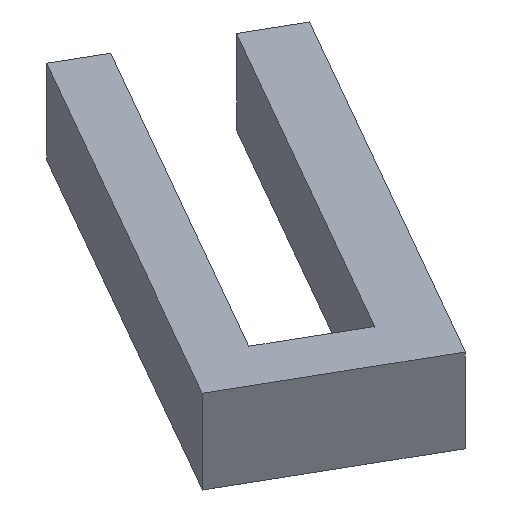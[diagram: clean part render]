
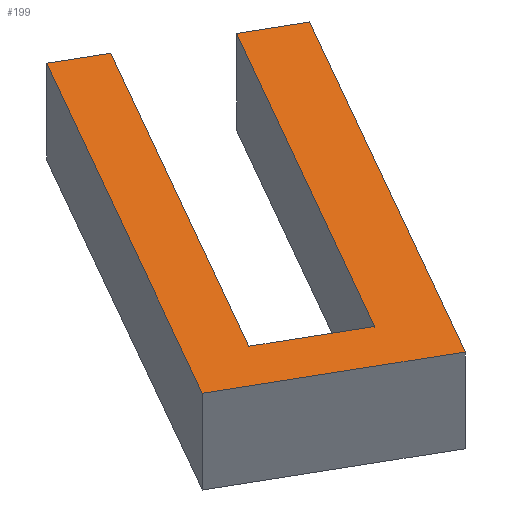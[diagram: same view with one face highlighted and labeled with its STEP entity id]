
A CAD part, isometric view. The second image highlights one B-rep face of the part: STEP entity #199.
In plain terms, the highlighted planar face has unit normal (0, 0, 1).
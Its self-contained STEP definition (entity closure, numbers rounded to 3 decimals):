
#22=FACE_OUTER_BOUND('',#32,.T.);
#32=EDGE_LOOP('',(#154,#155,#156,#157,#158,#159,#160,#161));
#36=LINE('',#288,#60);
#40=LINE('',#295,#64);
#43=LINE('',#301,#67);
#46=LINE('',#307,#70);
#49=LINE('',#313,#73);
#52=LINE('',#319,#76);
#55=LINE('',#325,#79);
#57=LINE('',#328,#81);
#60=VECTOR('',#240,10.);
#64=VECTOR('',#246,10.);
#67=VECTOR('',#251,10.);
#70=VECTOR('',#256,10.);
#73=VECTOR('',#261,10.);
#76=VECTOR('',#266,10.);
#79=VECTOR('',#271,10.);
#81=VECTOR('',#275,10.);
#84=VERTEX_POINT('',#285);
#85=VERTEX_POINT('',#287);
#87=VERTEX_POINT('',#293);
#89=VERTEX_POINT('',#299);
#91=VERTEX_POINT('',#305);
#93=VERTEX_POINT('',#311);
#95=VERTEX_POINT('',#317);
#97=VERTEX_POINT('',#323);
#100=EDGE_CURVE('',#85,#84,#36,.T.);
#104=EDGE_CURVE('',#84,#87,#40,.T.);
#107=EDGE_CURVE('',#87,#89,#43,.T.);
#110=EDGE_CURVE('',#89,#91,#46,.T.);
#113=EDGE_CURVE('',#91,#93,#49,.T.);
#116=EDGE_CURVE('',#93,#95,#52,.T.);
#119=EDGE_CURVE('',#95,#97,#55,.T.);
#121=EDGE_CURVE('',#97,#85,#57,.T.);
#154=ORIENTED_EDGE('',*,*,#110,.T.);
#155=ORIENTED_EDGE('',*,*,#113,.T.);
#156=ORIENTED_EDGE('',*,*,#116,.T.);
#157=ORIENTED_EDGE('',*,*,#119,.T.);
#158=ORIENTED_EDGE('',*,*,#121,.T.);
#159=ORIENTED_EDGE('',*,*,#100,.T.);
#160=ORIENTED_EDGE('',*,*,#104,.T.);
#161=ORIENTED_EDGE('',*,*,#107,.T.);
#178=PLANE('',#232);
#199=ADVANCED_FACE('',(#22),#178,.T.);
#232=AXIS2_PLACEMENT_3D('',#329,#276,#277);
#240=DIRECTION('',(-0.868,0.497,0.));
#246=DIRECTION('',(-0.497,-0.868,0.));
#251=DIRECTION('',(-0.868,0.497,0.));
#256=DIRECTION('',(0.497,0.868,0.));
#261=DIRECTION('',(-0.868,0.497,0.));
#266=DIRECTION('',(-0.497,-0.868,0.));
#271=DIRECTION('',(0.868,-0.497,0.));
#275=DIRECTION('',(0.497,0.868,0.));
#276=DIRECTION('center_axis',(0.,0.,1.));
#277=DIRECTION('ref_axis',(1.,0.,0.));
#285=CARTESIAN_POINT('',(73.055,-27.158,112.774));
#287=CARTESIAN_POINT('',(75.832,-28.748,112.774));
#288=CARTESIAN_POINT('',(76.752,-29.274,112.774));
#293=CARTESIAN_POINT('',(62.029,-46.427,112.774));
#295=CARTESIAN_POINT('',(73.055,-27.158,112.774));
#299=CARTESIAN_POINT('',(57.256,-43.696,112.774));
#301=CARTESIAN_POINT('',(62.029,-46.427,112.774));
#305=CARTESIAN_POINT('',(68.281,-24.427,112.774));
#307=CARTESIAN_POINT('',(57.256,-43.696,112.774));
#311=CARTESIAN_POINT('',(65.851,-23.036,112.774));
#313=CARTESIAN_POINT('',(76.752,-29.274,112.774));
#317=CARTESIAN_POINT('',(53.435,-44.735,112.774));
#319=CARTESIAN_POINT('',(65.851,-23.036,112.774));
#323=CARTESIAN_POINT('',(63.416,-50.447,112.774));
#325=CARTESIAN_POINT('',(53.435,-44.735,112.774));
#328=CARTESIAN_POINT('',(63.416,-50.447,112.774));
#329=CARTESIAN_POINT('Origin',(64.634,-36.741,112.774));
